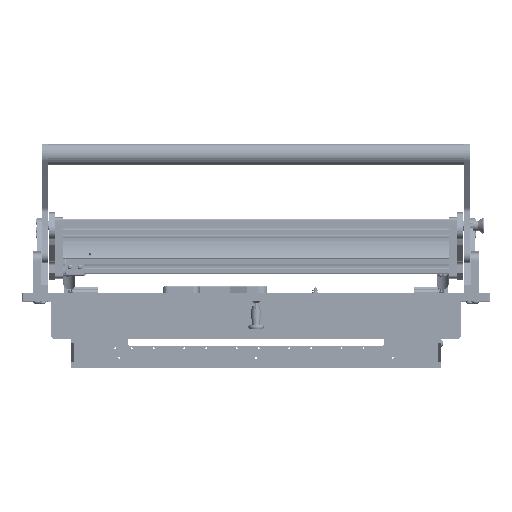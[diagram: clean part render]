
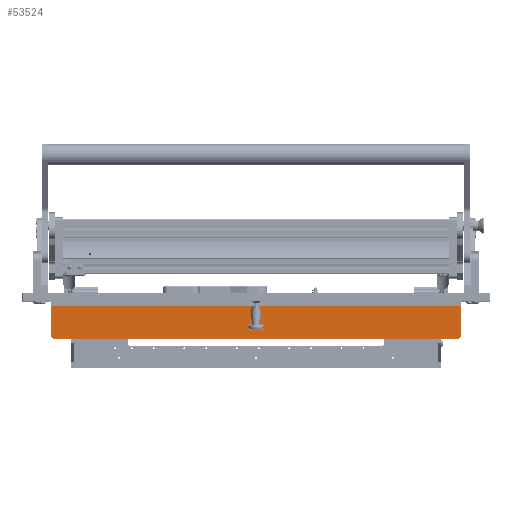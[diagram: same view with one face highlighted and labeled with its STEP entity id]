
A CAD part, top view. The second image highlights one B-rep face of the part: STEP entity #53524.
In plain terms, the highlighted face is planar.
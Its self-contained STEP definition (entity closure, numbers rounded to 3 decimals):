
#485 = CIRCLE ( 'NONE', #2929, 1.7 ) ;
#839 = LINE ( 'NONE', #47622, #26420 ) ;
#2929 = AXIS2_PLACEMENT_3D ( 'NONE', #76735, #57159, #6468 ) ;
#4349 = DIRECTION ( 'NONE',  ( 0., 0., -1. ) ) ;
#5001 = CARTESIAN_POINT ( 'NONE',  ( -6., -34., 5.3 ) ) ;
#5177 = ORIENTED_EDGE ( 'NONE', *, *, #36367, .T. ) ;
#5648 = EDGE_CURVE ( 'NONE', #31093, #44591, #10098, .T. ) ;
#6468 = DIRECTION ( 'NONE',  ( 0., 1., 0. ) ) ;
#9005 = EDGE_CURVE ( 'NONE', #65916, #53423, #79785, .T. ) ;
#10056 = ORIENTED_EDGE ( 'NONE', *, *, #39208, .T. ) ;
#10098 = LINE ( 'NONE', #12325, #75193 ) ;
#10685 = CARTESIAN_POINT ( 'NONE',  ( -6., -50., 270. ) ) ;
#11181 = VERTEX_POINT ( 'NONE', #12855 ) ;
#11718 = EDGE_LOOP ( 'NONE', ( #41307, #22944 ) ) ;
#12325 = CARTESIAN_POINT ( 'NONE',  ( -6., -50., -267. ) ) ;
#12412 = LINE ( 'NONE', #29420, #46870 ) ;
#12855 = CARTESIAN_POINT ( 'NONE',  ( -6., -34., -8.7 ) ) ;
#14139 = CARTESIAN_POINT ( 'NONE',  ( -6., -47., 270. ) ) ;
#14498 = EDGE_CURVE ( 'NONE', #11181, #66375, #485, .T. ) ;
#14613 = DIRECTION ( 'NONE',  ( 0., 1., 0. ) ) ;
#17221 = VECTOR ( 'NONE', #33123, 1000. ) ;
#18076 = CARTESIAN_POINT ( 'NONE',  ( -6., -47., -270. ) ) ;
#21052 = AXIS2_PLACEMENT_3D ( 'NONE', #70583, #58405, #14613 ) ;
#22536 = EDGE_CURVE ( 'NONE', #38519, #44591, #77995, .T. ) ;
#22657 = ORIENTED_EDGE ( 'NONE', *, *, #5648, .T. ) ;
#22685 = CARTESIAN_POINT ( 'NONE',  ( -6., -34., -5.3 ) ) ;
#22944 = ORIENTED_EDGE ( 'NONE', *, *, #36381, .T. ) ;
#23358 = VECTOR ( 'NONE', #37217, 1000. ) ;
#23511 = CARTESIAN_POINT ( 'NONE',  ( -6., -6., -270. ) ) ;
#24562 = CARTESIAN_POINT ( 'NONE',  ( -6., -6., -270. ) ) ;
#25091 = VERTEX_POINT ( 'NONE', #44287 ) ;
#26107 = DIRECTION ( 'NONE',  ( 1., 0., 0. ) ) ;
#26420 = VECTOR ( 'NONE', #34473, 1000. ) ;
#26876 = CARTESIAN_POINT ( 'NONE',  ( -6., -34., 7. ) ) ;
#27650 = VECTOR ( 'NONE', #4349, 1000. ) ;
#29420 = CARTESIAN_POINT ( 'NONE',  ( -6., -6., 270. ) ) ;
#31093 = VERTEX_POINT ( 'NONE', #18076 ) ;
#31266 = VERTEX_POINT ( 'NONE', #23511 ) ;
#32152 = AXIS2_PLACEMENT_3D ( 'NONE', #68987, #55695, #81647 ) ;
#32259 = FACE_BOUND ( 'NONE', #11718, .T. ) ;
#33123 = DIRECTION ( 'NONE',  ( 0., 0.707, 0.707 ) ) ;
#34473 = DIRECTION ( 'NONE',  ( 0., 0., -1. ) ) ;
#36367 = EDGE_CURVE ( 'NONE', #31266, #31093, #42086, .T. ) ;
#36381 = EDGE_CURVE ( 'NONE', #66375, #11181, #43028, .T. ) ;
#36585 = EDGE_CURVE ( 'NONE', #53423, #65916, #74648, .T. ) ;
#36875 = EDGE_CURVE ( 'NONE', #25091, #64439, #12412, .T. ) ;
#37217 = DIRECTION ( 'NONE',  ( 0., -1., 0. ) ) ;
#37274 = ORIENTED_EDGE ( 'NONE', *, *, #36875, .F. ) ;
#38519 = VERTEX_POINT ( 'NONE', #42325 ) ;
#39208 = EDGE_CURVE ( 'NONE', #38519, #64439, #49749, .T. ) ;
#40407 = ORIENTED_EDGE ( 'NONE', *, *, #22536, .F. ) ;
#41307 = ORIENTED_EDGE ( 'NONE', *, *, #14498, .T. ) ;
#42086 = LINE ( 'NONE', #24562, #23358 ) ;
#42325 = CARTESIAN_POINT ( 'NONE',  ( -6., -50., 267. ) ) ;
#43028 = CIRCLE ( 'NONE', #32152, 1.7 ) ;
#44287 = CARTESIAN_POINT ( 'NONE',  ( -6., -6., 270. ) ) ;
#44591 = VERTEX_POINT ( 'NONE', #72326 ) ;
#45340 = DIRECTION ( 'NONE',  ( 1., 0., 0. ) ) ;
#46465 = ORIENTED_EDGE ( 'NONE', *, *, #36585, .T. ) ;
#46870 = VECTOR ( 'NONE', #54763, 1000. ) ;
#47622 = CARTESIAN_POINT ( 'NONE',  ( -6., -6., 270. ) ) ;
#49749 = LINE ( 'NONE', #14139, #17221 ) ;
#52577 = AXIS2_PLACEMENT_3D ( 'NONE', #75779, #26107, #57288 ) ;
#52925 = FACE_BOUND ( 'NONE', #53236, .T. ) ;
#53236 = EDGE_LOOP ( 'NONE', ( #46465, #68629 ) ) ;
#53423 = VERTEX_POINT ( 'NONE', #5001 ) ;
#53524 = ADVANCED_FACE ( 'NONE', ( #52925, #32259, #76654 ), #75499, .F. ) ;
#54763 = DIRECTION ( 'NONE',  ( 0., -1., 0. ) ) ;
#55695 = DIRECTION ( 'NONE',  ( 1., 0., 0. ) ) ;
#57159 = DIRECTION ( 'NONE',  ( 1., 0., 0. ) ) ;
#57288 = DIRECTION ( 'NONE',  ( 0., 1., 0. ) ) ;
#58060 = DIRECTION ( 'NONE',  ( 0., 1., 0. ) ) ;
#58405 = DIRECTION ( 'NONE',  ( 1., 0., 0. ) ) ;
#61057 = CARTESIAN_POINT ( 'NONE',  ( -6., -34., 8.7 ) ) ;
#61623 = EDGE_LOOP ( 'NONE', ( #40407, #10056, #37274, #66524, #5177, #22657 ) ) ;
#62475 = DIRECTION ( 'NONE',  ( 0., -0.707, 0.707 ) ) ;
#64439 = VERTEX_POINT ( 'NONE', #69958 ) ;
#65916 = VERTEX_POINT ( 'NONE', #61057 ) ;
#66375 = VERTEX_POINT ( 'NONE', #22685 ) ;
#66524 = ORIENTED_EDGE ( 'NONE', *, *, #70334, .T. ) ;
#68629 = ORIENTED_EDGE ( 'NONE', *, *, #9005, .T. ) ;
#68987 = CARTESIAN_POINT ( 'NONE',  ( -6., -34., -7. ) ) ;
#69958 = CARTESIAN_POINT ( 'NONE',  ( -6., -47., 270. ) ) ;
#70334 = EDGE_CURVE ( 'NONE', #25091, #31266, #839, .T. ) ;
#70583 = CARTESIAN_POINT ( 'NONE',  ( -6., -34., 7. ) ) ;
#72326 = CARTESIAN_POINT ( 'NONE',  ( -6., -50., -267. ) ) ;
#74648 = CIRCLE ( 'NONE', #21052, 1.7 ) ;
#75193 = VECTOR ( 'NONE', #62475, 1000. ) ;
#75499 = PLANE ( 'NONE',  #52577 ) ;
#75779 = CARTESIAN_POINT ( 'NONE',  ( -6., -6., 270. ) ) ;
#76654 = FACE_OUTER_BOUND ( 'NONE', #61623, .T. ) ;
#76735 = CARTESIAN_POINT ( 'NONE',  ( -6., -34., -7. ) ) ;
#77053 = AXIS2_PLACEMENT_3D ( 'NONE', #26876, #45340, #58060 ) ;
#77995 = LINE ( 'NONE', #10685, #27650 ) ;
#79785 = CIRCLE ( 'NONE', #77053, 1.7 ) ;
#81647 = DIRECTION ( 'NONE',  ( 0., 1., 0. ) ) ;
